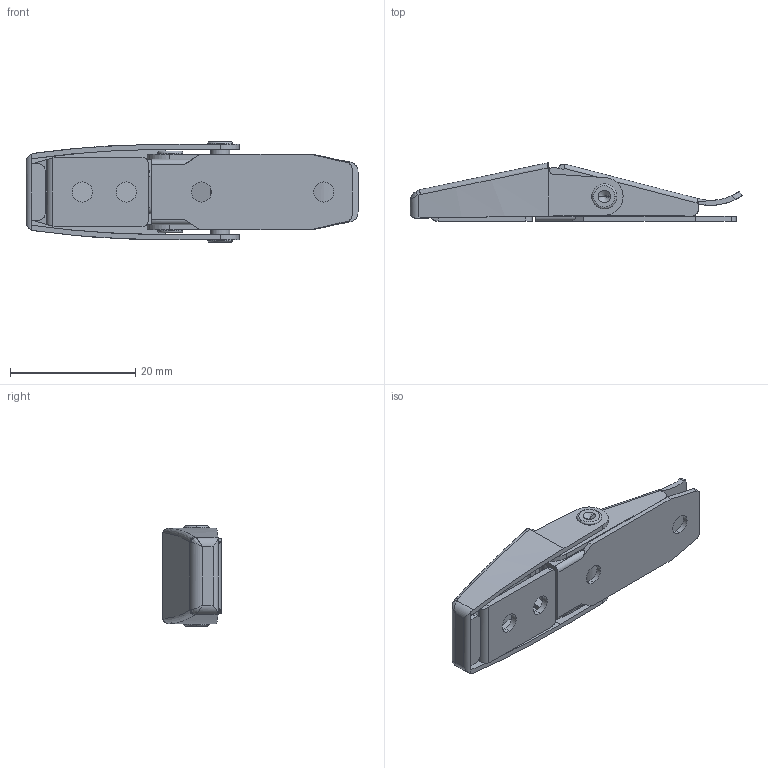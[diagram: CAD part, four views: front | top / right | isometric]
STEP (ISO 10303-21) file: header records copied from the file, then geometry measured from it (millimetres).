
FILE_DESCRIPTION (( 'STEP AP203' ), '1' );
FILE_NAME ('Žº‰ª•ÏŠ·.STEP', '2012-04-11T07:10:44', ( '' ), ( '' ), 'SwSTEP 2.0', 'SolidWorks 2011', '' );
FILE_SCHEMA (( 'CONFIG_CONTROL_DESIGN' ));
Length unit declared in the file: millimetre
Products named in the file (7): 室岡変換; C-1144-4A_受板; C-1144-4A_フック; C-1144-4A_僺儞16; C-1144-4A_レバー; C-1144-4A_僺儞13; C-1144-4A_取付板
Assembly tree (6 placements, depth 2):
  室岡変換
    C-1144-4A_僺儞16
    C-1144-4A_受板
    C-1144-4A_フック
    C-1144-4A_レバー
    C-1144-4A_僺儞13
    C-1144-4A_取付板
Bounding box: 52.95 x 9.29 x 16 mm (x, y, z)
Volume: 1798.7 mm3; surface area: 4674.1 mm2
Topology: 6 solids, 6 shells, 180 faces, 470 edges, 300 vertices
Faces by surface type: cylinder 78, plane 78, torus 10, cone 8, bspline 6
Entity records: 6455 total; most frequent: CARTESIAN_POINT 1281, DIRECTION 942, ORIENTED_EDGE 920, EDGE_CURVE 460, AXIS2_PLACEMENT_3D 341, VERTEX_POINT 300, VECTOR 260, LINE 260
